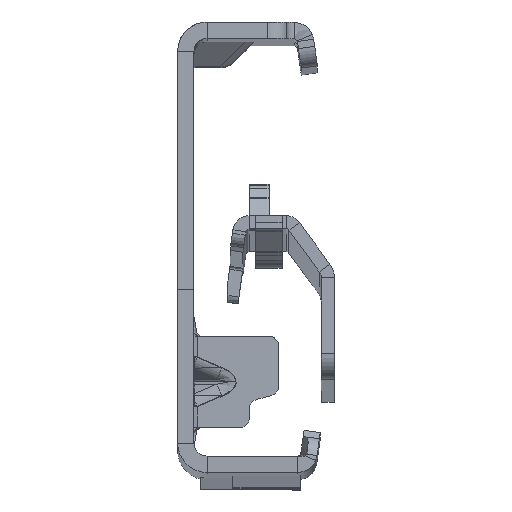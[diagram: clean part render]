
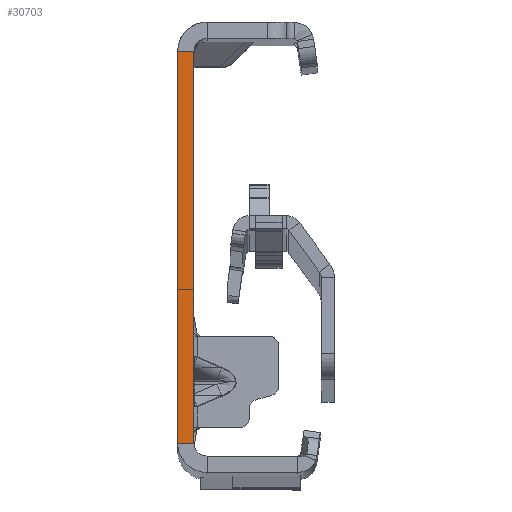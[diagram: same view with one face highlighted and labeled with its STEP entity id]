
A CAD part, top view. The second image highlights one B-rep face of the part: STEP entity #30703.
In plain terms, the highlighted planar face has unit normal (0, 0, 1).
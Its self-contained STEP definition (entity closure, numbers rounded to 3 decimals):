
#2150 = CARTESIAN_POINT ( 'NONE',  ( -2.5, -32., 0. ) ) ;
#2266 = ORIENTED_EDGE ( 'NONE', *, *, #36431, .T. ) ;
#3165 = ORIENTED_EDGE ( 'NONE', *, *, #37164, .F. ) ;
#4897 = CARTESIAN_POINT ( 'NONE',  ( 0., 30., 0. ) ) ;
#5091 = ORIENTED_EDGE ( 'NONE', *, *, #31438, .F. ) ;
#8955 = VECTOR ( 'NONE', #14663, 1000. ) ;
#9810 = LINE ( 'NONE', #2150, #48283 ) ;
#9967 = EDGE_LOOP ( 'NONE', ( #5091, #2266, #20622, #3165 ) ) ;
#11082 = CARTESIAN_POINT ( 'NONE',  ( -2.5, 30., 0. ) ) ;
#13841 = VECTOR ( 'NONE', #15778, 1000. ) ;
#14663 = DIRECTION ( 'NONE',  ( 0., -1., 0. ) ) ;
#14969 = VERTEX_POINT ( 'NONE', #11082 ) ;
#15540 = LINE ( 'NONE', #4897, #13841 ) ;
#15778 = DIRECTION ( 'NONE',  ( -1., 0., 0. ) ) ;
#17153 = DIRECTION ( 'NONE',  ( -1., 0., 0. ) ) ;
#17331 = DIRECTION ( 'NONE',  ( 1., 0., 0. ) ) ;
#20173 = VERTEX_POINT ( 'NONE', #48305 ) ;
#20622 = ORIENTED_EDGE ( 'NONE', *, *, #26153, .T. ) ;
#22809 = VERTEX_POINT ( 'NONE', #31768 ) ;
#24084 = CARTESIAN_POINT ( 'NONE',  ( 0., -30., 0. ) ) ;
#24517 = FACE_OUTER_BOUND ( 'NONE', #9967, .T. ) ;
#26153 = EDGE_CURVE ( 'NONE', #14969, #20173, #9810, .T. ) ;
#26965 = VERTEX_POINT ( 'NONE', #28446 ) ;
#28446 = CARTESIAN_POINT ( 'NONE',  ( 0., 30., 0. ) ) ;
#30703 = ADVANCED_FACE ( 'NONE', ( #24517 ), #40152, .T. ) ;
#31438 = EDGE_CURVE ( 'NONE', #26965, #22809, #33545, .T. ) ;
#31668 = DIRECTION ( 'NONE',  ( 0., -1., 0. ) ) ;
#31768 = CARTESIAN_POINT ( 'NONE',  ( 0., -30., 0. ) ) ;
#33545 = LINE ( 'NONE', #34015, #8955 ) ;
#34015 = CARTESIAN_POINT ( 'NONE',  ( 0., -32., 0. ) ) ;
#36001 = LINE ( 'NONE', #24084, #36772 ) ;
#36431 = EDGE_CURVE ( 'NONE', #26965, #14969, #15540, .T. ) ;
#36772 = VECTOR ( 'NONE', #17153, 1000. ) ;
#37164 = EDGE_CURVE ( 'NONE', #22809, #20173, #36001, .T. ) ;
#39653 = CARTESIAN_POINT ( 'NONE',  ( -2.5, -32., 0. ) ) ;
#40152 = PLANE ( 'NONE',  #42982 ) ;
#40397 = DIRECTION ( 'NONE',  ( 0., 0., 1. ) ) ;
#42982 = AXIS2_PLACEMENT_3D ( 'NONE', #39653, #40397, #17331 ) ;
#48283 = VECTOR ( 'NONE', #31668, 1000. ) ;
#48305 = CARTESIAN_POINT ( 'NONE',  ( -2.5, -30., 0. ) ) ;
